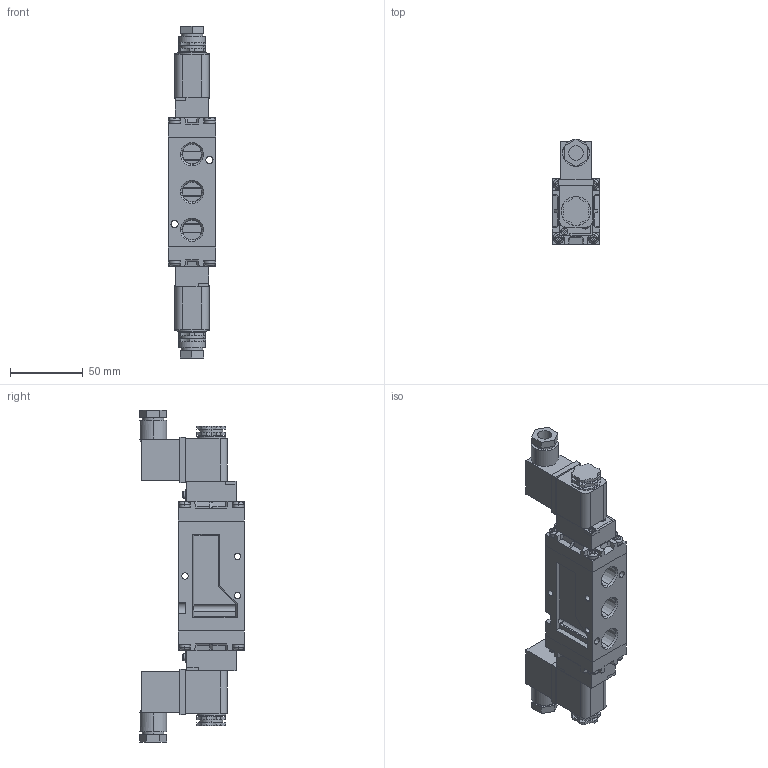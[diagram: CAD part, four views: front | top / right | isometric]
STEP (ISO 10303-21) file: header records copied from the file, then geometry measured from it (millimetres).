
FILE_DESCRIPTION (( 'STEP AP203' ), '1' );
FILE_NAME ('SF5200-IP-SC2-CD2.STEP', '2016-01-05T00:38:59', ( 'yrd8' ), ( '' ), 'SwSTEP 2.0', 'SolidWorks 2008', '' );
FILE_SCHEMA (( 'CONFIG_CONTROL_DESIGN' ));
Length unit declared in the file: millimetre
Products named in the file (5): SF5200-IP-SC2-CD2; SF5000 Body; SF5000 Semi_晦獄 撲薑; SF5000 Pilot_ル遽; CN2_ル遽
Assembly tree (7 placements, depth 2):
  SF5200-IP-SC2-CD2
    CN2_ル遽  x2
    SF5000 Pilot_ル遽  x2
    SF5000 Semi_晦獄 撲薑  x2
    SF5000 Body
Bounding box: 32.5 x 71.95 x 227.9 mm (x, y, z)
Volume: 233389.8 mm3; surface area: 63572.9 mm2
Topology: 7 solids, 7 shells, 863 faces, 2218 edges, 1438 vertices
Faces by surface type: plane 551, cylinder 190, cone 106, torus 16
Entity records: 15383 total; most frequent: CARTESIAN_POINT 2849, ORIENTED_EDGE 2490, DIRECTION 2472, EDGE_CURVE 1245, LINE 838, VECTOR 838, AXIS2_PLACEMENT_3D 817, VERTEX_POINT 808
